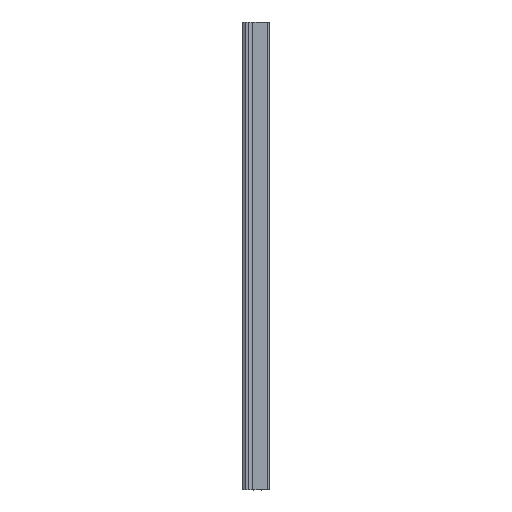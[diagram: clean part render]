
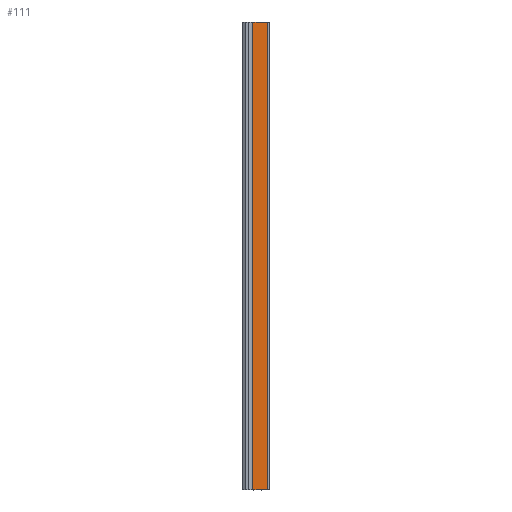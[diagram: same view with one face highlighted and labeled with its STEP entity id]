
A CAD part, front view. The second image highlights one B-rep face of the part: STEP entity #111.
In plain terms, the highlighted planar face has unit normal (0, -1, 0).
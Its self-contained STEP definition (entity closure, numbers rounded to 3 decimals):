
#37 = DIRECTION ( 'NONE',  ( 0., 0., 1. ) ) ;
#61 = LINE ( 'NONE', #1198, #990 ) ;
#111 = ADVANCED_FACE ( 'NONE', ( #716 ), #508, .F. ) ;
#131 = LINE ( 'NONE', #1480, #634 ) ;
#206 = CARTESIAN_POINT ( 'NONE',  ( 10., -3., 0. ) ) ;
#269 = VERTEX_POINT ( 'NONE', #1383 ) ;
#285 = DIRECTION ( 'NONE',  ( 0., 1., 0. ) ) ;
#350 = EDGE_CURVE ( 'NONE', #1468, #1095, #517, .T. ) ;
#398 = VECTOR ( 'NONE', #682, 1000. ) ;
#442 = EDGE_CURVE ( 'NONE', #269, #1468, #1226, .T. ) ;
#506 = EDGE_LOOP ( 'NONE', ( #606, #1401, #549, #757 ) ) ;
#508 = PLANE ( 'NONE',  #845 ) ;
#517 = LINE ( 'NONE', #1142, #398 ) ;
#525 = EDGE_CURVE ( 'NONE', #1095, #809, #61, .T. ) ;
#549 = ORIENTED_EDGE ( 'NONE', *, *, #442, .F. ) ;
#564 = CARTESIAN_POINT ( 'NONE',  ( -9.914, -3., 500. ) ) ;
#592 = CARTESIAN_POINT ( 'NONE',  ( -9.914, -3., 500. ) ) ;
#606 = ORIENTED_EDGE ( 'NONE', *, *, #525, .F. ) ;
#631 = DIRECTION ( 'NONE',  ( -1., 0., 0. ) ) ;
#634 = VECTOR ( 'NONE', #631, 1000. ) ;
#682 = DIRECTION ( 'NONE',  ( 1., 0., 0. ) ) ;
#716 = FACE_OUTER_BOUND ( 'NONE', #506, .T. ) ;
#727 = EDGE_CURVE ( 'NONE', #809, #269, #131, .T. ) ;
#757 = ORIENTED_EDGE ( 'NONE', *, *, #727, .F. ) ;
#809 = VERTEX_POINT ( 'NONE', #206 ) ;
#845 = AXIS2_PLACEMENT_3D ( 'NONE', #965, #285, #853 ) ;
#848 = DIRECTION ( 'NONE',  ( 0., 0., -1. ) ) ;
#853 = DIRECTION ( 'NONE',  ( -1., 0., 0. ) ) ;
#965 = CARTESIAN_POINT ( 'NONE',  ( -9.914, -3., 500. ) ) ;
#990 = VECTOR ( 'NONE', #848, 1000. ) ;
#1095 = VERTEX_POINT ( 'NONE', #1424 ) ;
#1142 = CARTESIAN_POINT ( 'NONE',  ( -9.914, -3., 500. ) ) ;
#1198 = CARTESIAN_POINT ( 'NONE',  ( 10., -3., 500. ) ) ;
#1226 = LINE ( 'NONE', #592, #1356 ) ;
#1356 = VECTOR ( 'NONE', #37, 1000. ) ;
#1383 = CARTESIAN_POINT ( 'NONE',  ( -9.914, -3., 0. ) ) ;
#1401 = ORIENTED_EDGE ( 'NONE', *, *, #350, .F. ) ;
#1424 = CARTESIAN_POINT ( 'NONE',  ( 10., -3., 500. ) ) ;
#1468 = VERTEX_POINT ( 'NONE', #564 ) ;
#1480 = CARTESIAN_POINT ( 'NONE',  ( -9.914, -3., 0. ) ) ;
